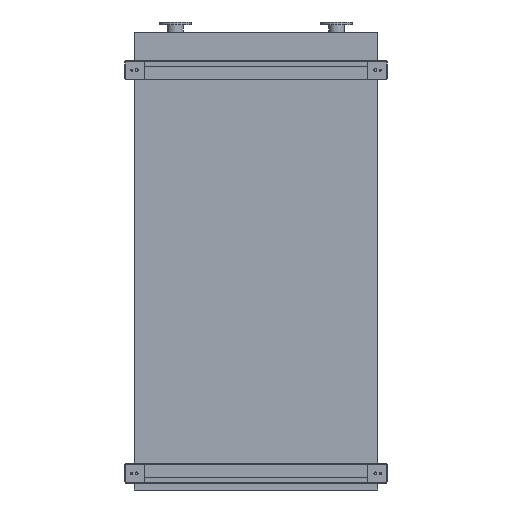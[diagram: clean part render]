
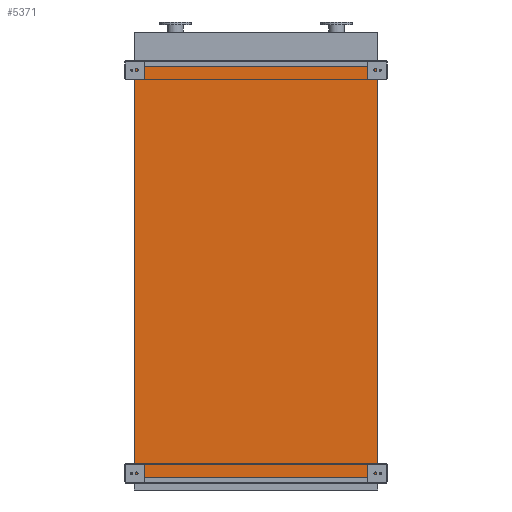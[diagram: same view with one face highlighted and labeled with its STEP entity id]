
A CAD part, front view. The second image highlights one B-rep face of the part: STEP entity #5371.
In plain terms, the highlighted planar face has unit normal (0, -1, 0).
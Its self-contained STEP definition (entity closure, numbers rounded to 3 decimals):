
#27 = CARTESIAN_POINT ( 'NONE',  ( -845., 0., -2850. ) ) ;
#235 = VECTOR ( 'NONE', #3016, 1000. ) ;
#512 = VECTOR ( 'NONE', #17754, 1000. ) ;
#632 = DIRECTION ( 'NONE',  ( 0., 0., 1. ) ) ;
#813 = LINE ( 'NONE', #19158, #235 ) ;
#1434 = LINE ( 'NONE', #11724, #20145 ) ;
#3016 = DIRECTION ( 'NONE',  ( 0., 0., 1. ) ) ;
#3225 = CARTESIAN_POINT ( 'NONE',  ( -845., 0., 0. ) ) ;
#3253 = EDGE_CURVE ( 'NONE', #21246, #13751, #813, .T. ) ;
#3305 = CARTESIAN_POINT ( 'NONE',  ( -845., 0., -2850. ) ) ;
#3369 = FACE_OUTER_BOUND ( 'NONE', #22938, .T. ) ;
#3500 = EDGE_CURVE ( 'NONE', #6984, #13751, #5499, .T. ) ;
#4990 = ORIENTED_EDGE ( 'NONE', *, *, #3253, .T. ) ;
#5371 = ADVANCED_FACE ( 'NONE', ( #3369 ), #19523, .T. ) ;
#5499 = LINE ( 'NONE', #3225, #512 ) ;
#6193 = AXIS2_PLACEMENT_3D ( 'NONE', #3305, #19605, #8900 ) ;
#6984 = VERTEX_POINT ( 'NONE', #7533 ) ;
#7510 = ORIENTED_EDGE ( 'NONE', *, *, #11621, .F. ) ;
#7533 = CARTESIAN_POINT ( 'NONE',  ( -845., 0., 0. ) ) ;
#8827 = VECTOR ( 'NONE', #11398, 1000. ) ;
#8900 = DIRECTION ( 'NONE',  ( 0., 0., -1. ) ) ;
#11398 = DIRECTION ( 'NONE',  ( 1., 0., 0. ) ) ;
#11621 = EDGE_CURVE ( 'NONE', #14935, #6984, #1434, .T. ) ;
#11724 = CARTESIAN_POINT ( 'NONE',  ( -845., 0., -2850. ) ) ;
#12832 = CARTESIAN_POINT ( 'NONE',  ( 845., 0., -2850. ) ) ;
#12844 = CARTESIAN_POINT ( 'NONE',  ( 845., 0., 0. ) ) ;
#13615 = LINE ( 'NONE', #18540, #8827 ) ;
#13751 = VERTEX_POINT ( 'NONE', #12844 ) ;
#14423 = ORIENTED_EDGE ( 'NONE', *, *, #3500, .F. ) ;
#14935 = VERTEX_POINT ( 'NONE', #27 ) ;
#17754 = DIRECTION ( 'NONE',  ( 1., 0., 0. ) ) ;
#18540 = CARTESIAN_POINT ( 'NONE',  ( -845., 0., -2850. ) ) ;
#19158 = CARTESIAN_POINT ( 'NONE',  ( 845., 0., -2850. ) ) ;
#19181 = ORIENTED_EDGE ( 'NONE', *, *, #20295, .T. ) ;
#19523 = PLANE ( 'NONE',  #6193 ) ;
#19605 = DIRECTION ( 'NONE',  ( 0., -1., 0. ) ) ;
#20145 = VECTOR ( 'NONE', #632, 1000. ) ;
#20295 = EDGE_CURVE ( 'NONE', #14935, #21246, #13615, .T. ) ;
#21246 = VERTEX_POINT ( 'NONE', #12832 ) ;
#22938 = EDGE_LOOP ( 'NONE', ( #14423, #7510, #19181, #4990 ) ) ;
